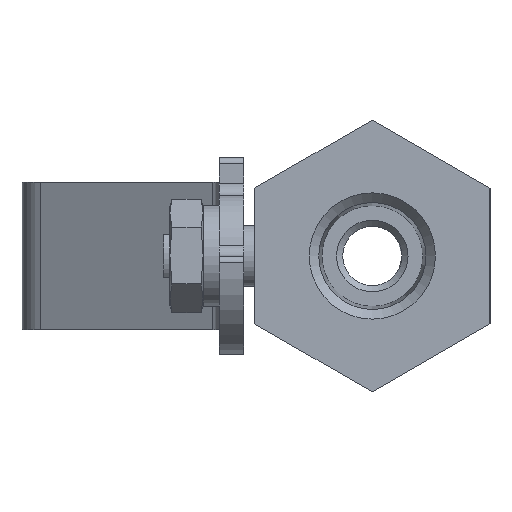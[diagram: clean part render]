
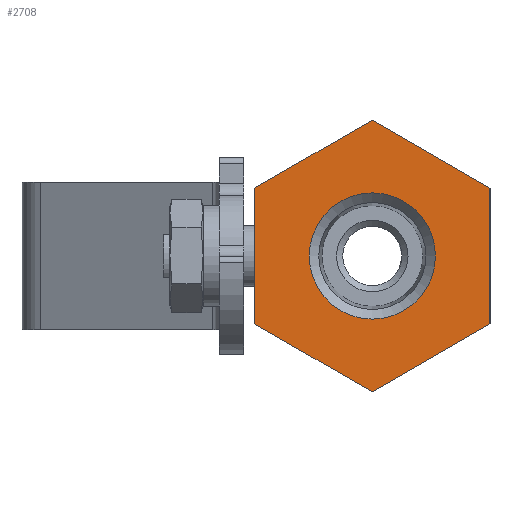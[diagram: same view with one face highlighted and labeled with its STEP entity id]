
A CAD part, left-side view. The second image highlights one B-rep face of the part: STEP entity #2708.
In plain terms, the highlighted planar face has unit normal (-1, 0, 0).
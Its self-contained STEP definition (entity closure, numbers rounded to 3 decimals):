
#2688 = EDGE_CURVE('',#2689,#2689,#2691,.T.);
#2689 = VERTEX_POINT('',#2690);
#2690 = CARTESIAN_POINT('',(2012.17,1509.401,
    5.121));
#2691 = CIRCLE('',#2692,5.121);
#2692 = AXIS2_PLACEMENT_3D('',#2693,#2694,#2695);
#2693 = CARTESIAN_POINT('',(2012.17,1509.401,0.));
#2694 = DIRECTION('',(-1.,0.,0.));
#2695 = DIRECTION('',(0.,0.,1.));
#2708 = ADVANCED_FACE('',(#2709,#2759),#2762,.T.);
#2709 = FACE_BOUND('',#2710,.T.);
#2710 = EDGE_LOOP('',(#2711,#2721,#2729,#2737,#2745,#2753));
#2711 = ORIENTED_EDGE('',*,*,#2712,.T.);
#2712 = EDGE_CURVE('',#2713,#2715,#2717,.T.);
#2713 = VERTEX_POINT('',#2714);
#2714 = CARTESIAN_POINT('',(2012.17,1499.851,
    -5.514));
#2715 = VERTEX_POINT('',#2716);
#2716 = CARTESIAN_POINT('',(2012.17,1499.851,
    5.514));
#2717 = LINE('',#2718,#2719);
#2718 = CARTESIAN_POINT('',(2012.17,1499.851,
    -5.514));
#2719 = VECTOR('',#2720,1.);
#2720 = DIRECTION('',(0.,0.,1.));
#2721 = ORIENTED_EDGE('',*,*,#2722,.T.);
#2722 = EDGE_CURVE('',#2715,#2723,#2725,.T.);
#2723 = VERTEX_POINT('',#2724);
#2724 = CARTESIAN_POINT('',(2012.17,1509.401,
    11.027));
#2725 = LINE('',#2726,#2727);
#2726 = CARTESIAN_POINT('',(2012.17,1499.851,
    5.514));
#2727 = VECTOR('',#2728,1.);
#2728 = DIRECTION('',(0.,0.866,0.5));
#2729 = ORIENTED_EDGE('',*,*,#2730,.T.);
#2730 = EDGE_CURVE('',#2723,#2731,#2733,.T.);
#2731 = VERTEX_POINT('',#2732);
#2732 = CARTESIAN_POINT('',(2012.17,1518.951,
    5.514));
#2733 = LINE('',#2734,#2735);
#2734 = CARTESIAN_POINT('',(2012.17,1509.401,
    11.027));
#2735 = VECTOR('',#2736,1.);
#2736 = DIRECTION('',(0.,0.866,-0.5));
#2737 = ORIENTED_EDGE('',*,*,#2738,.T.);
#2738 = EDGE_CURVE('',#2731,#2739,#2741,.T.);
#2739 = VERTEX_POINT('',#2740);
#2740 = CARTESIAN_POINT('',(2012.17,1518.951,
    -5.514));
#2741 = LINE('',#2742,#2743);
#2742 = CARTESIAN_POINT('',(2012.17,1518.951,
    5.514));
#2743 = VECTOR('',#2744,1.);
#2744 = DIRECTION('',(0.,0.,-1.));
#2745 = ORIENTED_EDGE('',*,*,#2746,.T.);
#2746 = EDGE_CURVE('',#2739,#2747,#2749,.T.);
#2747 = VERTEX_POINT('',#2748);
#2748 = CARTESIAN_POINT('',(2012.17,1509.401,
    -11.027));
#2749 = LINE('',#2750,#2751);
#2750 = CARTESIAN_POINT('',(2012.17,1518.951,
    -5.514));
#2751 = VECTOR('',#2752,1.);
#2752 = DIRECTION('',(0.,-0.866,-0.5));
#2753 = ORIENTED_EDGE('',*,*,#2754,.T.);
#2754 = EDGE_CURVE('',#2747,#2713,#2755,.T.);
#2755 = LINE('',#2756,#2757);
#2756 = CARTESIAN_POINT('',(2012.17,1509.401,
    -11.027));
#2757 = VECTOR('',#2758,1.);
#2758 = DIRECTION('',(0.,-0.866,0.5));
#2759 = FACE_BOUND('',#2760,.T.);
#2760 = EDGE_LOOP('',(#2761));
#2761 = ORIENTED_EDGE('',*,*,#2688,.F.);
#2762 = PLANE('',#2763);
#2763 = AXIS2_PLACEMENT_3D('',#2764,#2765,#2766);
#2764 = CARTESIAN_POINT('',(2012.17,1504.28,0.));
#2765 = DIRECTION('',(-1.,0.,0.));
#2766 = DIRECTION('',(0.,0.,1.));
